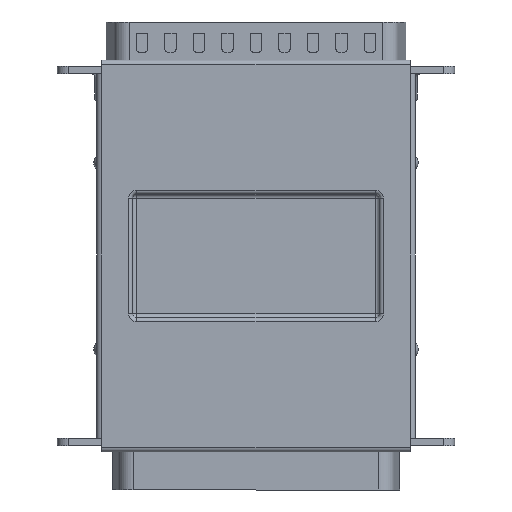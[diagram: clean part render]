
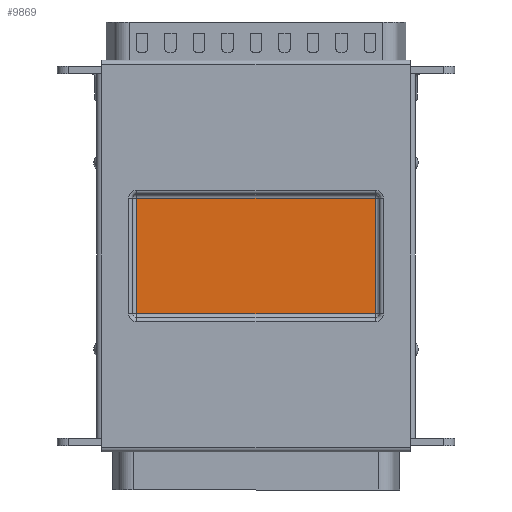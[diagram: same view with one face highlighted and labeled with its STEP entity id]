
A CAD part, front view. The second image highlights one B-rep face of the part: STEP entity #9869.
In plain terms, the highlighted face is planar.
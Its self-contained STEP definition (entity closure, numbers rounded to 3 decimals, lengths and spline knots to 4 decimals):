
#9800 = VERTEX_POINT ( 'NONE', #20662 ) ;
#9841 = VERTEX_POINT ( 'NONE', #20774 ) ;
#9857 = EDGE_CURVE ( 'NONE', #9922, #9800, #20856, .T. ) ;
#9869 = ADVANCED_FACE ( 'NONE', ( #20839 ), #20835, .T. ) ;
#9871 = EDGE_LOOP ( 'NONE', ( #9872, #9947, #9952, #9960 ) ) ;
#9872 = ORIENTED_EDGE ( 'NONE', *, *, #9979, .F. ) ;
#9891 = EDGE_CURVE ( 'NONE', #9841, #9966, #20900, .T. ) ;
#9922 = VERTEX_POINT ( 'NONE', #21151 ) ;
#9928 = EDGE_CURVE ( 'NONE', #9966, #9922, #21127, .T. ) ;
#9947 = ORIENTED_EDGE ( 'NONE', *, *, #9857, .F. ) ;
#9952 = ORIENTED_EDGE ( 'NONE', *, *, #9928, .F. ) ;
#9960 = ORIENTED_EDGE ( 'NONE', *, *, #9891, .F. ) ;
#9966 = VERTEX_POINT ( 'NONE', #21263 ) ;
#9979 = EDGE_CURVE ( 'NONE', #9800, #9841, #21344, .T. ) ;
#20662 = CARTESIAN_POINT ( 'NONE',  ( 0.6286, -0.0421, -0.3038 ) ) ;
#20774 = CARTESIAN_POINT ( 'NONE',  ( 0.6286, -0.0421, 0.3038 ) ) ;
#20828 = DIRECTION ( 'NONE',  ( -1., 0., 0. ) ) ;
#20829 = DIRECTION ( 'NONE',  ( 0., 1., 0. ) ) ;
#20830 = CARTESIAN_POINT ( 'NONE',  ( -0.6496, -0.0421, 0.3248 ) ) ;
#20833 = AXIS2_PLACEMENT_3D ( 'NONE', #20830, #20829, #20828 ) ;
#20835 = PLANE ( 'NONE',  #20833 ) ;
#20839 = FACE_OUTER_BOUND ( 'NONE', #9871, .T. ) ;
#20852 = DIRECTION ( 'NONE',  ( 1., 0., 0. ) ) ;
#20853 = VECTOR ( 'NONE', #20852, 39.3701 ) ;
#20855 = CARTESIAN_POINT ( 'NONE',  ( 0.6496, -0.0421, -0.3038 ) ) ;
#20856 = LINE ( 'NONE', #20855, #20853 ) ;
#20897 = DIRECTION ( 'NONE',  ( -1., 0., 0. ) ) ;
#20898 = VECTOR ( 'NONE', #20897, 39.3701 ) ;
#20899 = CARTESIAN_POINT ( 'NONE',  ( -0.6496, -0.0421, 0.3038 ) ) ;
#20900 = LINE ( 'NONE', #20899, #20898 ) ;
#21123 = DIRECTION ( 'NONE',  ( 0., 0., -1. ) ) ;
#21124 = VECTOR ( 'NONE', #21123, 39.3701 ) ;
#21126 = CARTESIAN_POINT ( 'NONE',  ( -0.6286, -0.0421, 0.3248 ) ) ;
#21127 = LINE ( 'NONE', #21126, #21124 ) ;
#21151 = CARTESIAN_POINT ( 'NONE',  ( -0.6286, -0.0421, -0.3038 ) ) ;
#21263 = CARTESIAN_POINT ( 'NONE',  ( -0.6286, -0.0421, 0.3038 ) ) ;
#21341 = DIRECTION ( 'NONE',  ( 0., 0., 1. ) ) ;
#21342 = VECTOR ( 'NONE', #21341, 39.3701 ) ;
#21343 = CARTESIAN_POINT ( 'NONE',  ( 0.6286, -0.0421, 0.3248 ) ) ;
#21344 = LINE ( 'NONE', #21343, #21342 ) ;
